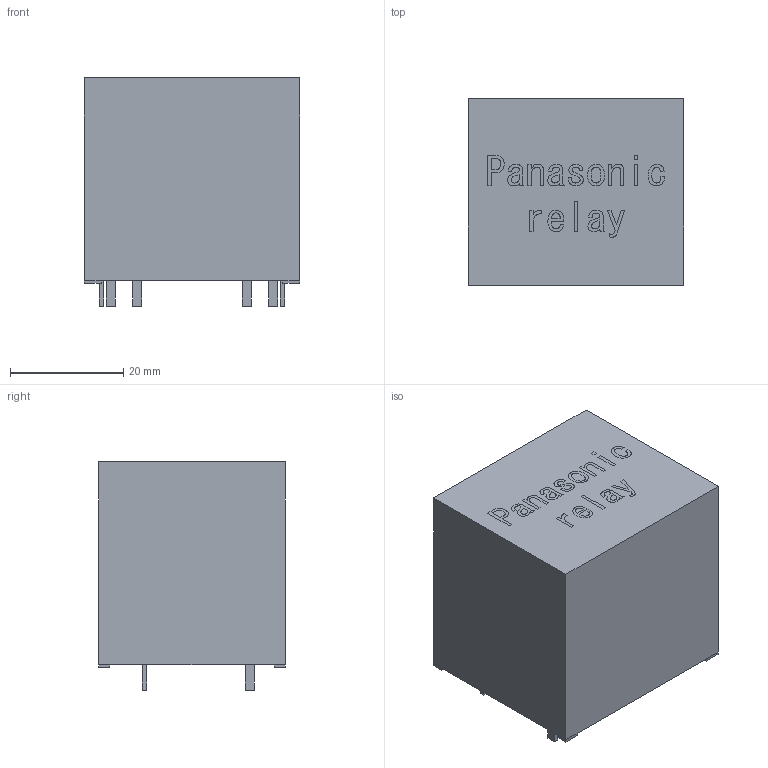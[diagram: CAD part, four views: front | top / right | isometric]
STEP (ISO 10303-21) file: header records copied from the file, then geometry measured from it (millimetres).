
FILE_DESCRIPTION (( 'STEP AP214' ), '1' );
FILE_NAME ('ahe4291.step', '2020-09-29T05:21:56', ( '' ), ( 'Panasonic Corporation Automation Controuls Business Unit' ), '', '', '' );
FILE_SCHEMA (( 'AUTOMOTIVE_DESIGN' ));
Length unit declared in the file: millimetre
Products named in the file (1): ahe4291
Bounding box: 38 x 33 x 40.3 mm (x, y, z)
Volume: 44939.5 mm3; surface area: 7740.4 mm2
Topology: 1 solids, 1 shells, 317 faces, 852 edges, 564 vertices
Faces by surface type: bspline 171, plane 146
Entity records: 14706 total; most frequent: CARTESIAN_POINT 7913, ORIENTED_EDGE 1704, EDGE_CURVE 852, DIRECTION 804, VERTEX_POINT 564, LINE 510, VECTOR 510, EDGE_LOOP 344
